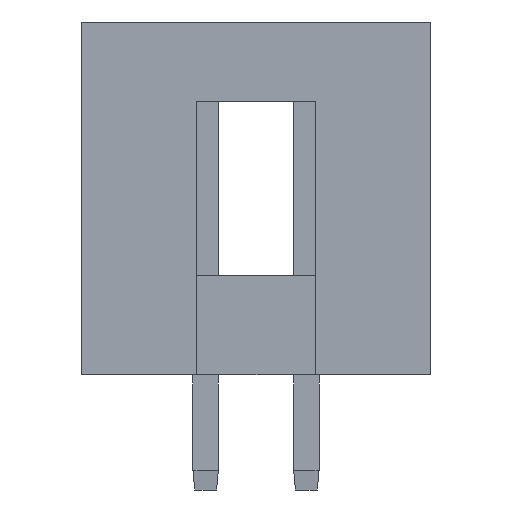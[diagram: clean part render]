
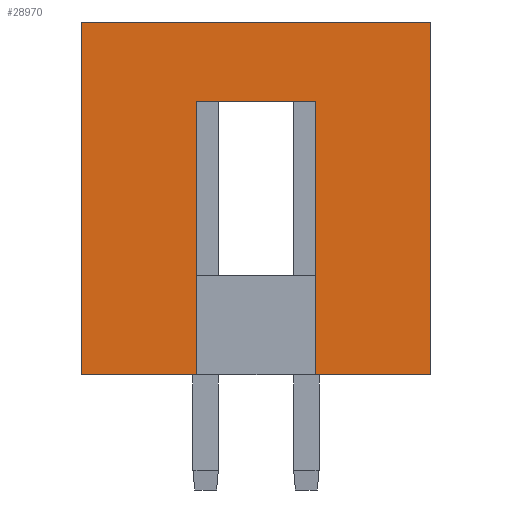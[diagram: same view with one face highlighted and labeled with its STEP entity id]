
A CAD part, left-side view. The second image highlights one B-rep face of the part: STEP entity #28970.
In plain terms, the highlighted planar face has unit normal (-1, 0, 0).
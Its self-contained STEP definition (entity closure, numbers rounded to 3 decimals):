
#252 = CARTESIAN_POINT ( 'NONE',  ( -75.07, 4.67, 0. ) ) ;
#573 = AXIS2_PLACEMENT_3D ( 'NONE', #8602, #33346, #12139 ) ;
#898 = VERTEX_POINT ( 'NONE', #36473 ) ;
#1555 = VECTOR ( 'NONE', #35568, 1000. ) ;
#1592 = CARTESIAN_POINT ( 'NONE',  ( -75.07, 4.67, 8.9 ) ) ;
#1829 = ORIENTED_EDGE ( 'NONE', *, *, #17175, .F. ) ;
#2500 = ORIENTED_EDGE ( 'NONE', *, *, #36702, .T. ) ;
#2590 = EDGE_CURVE ( 'NONE', #39747, #42804, #31713, .T. ) ;
#4723 = CARTESIAN_POINT ( 'NONE',  ( -75.07, 1.77, 0. ) ) ;
#5691 = EDGE_CURVE ( 'NONE', #898, #12356, #38270, .T. ) ;
#6111 = EDGE_CURVE ( 'NONE', #13352, #41399, #37082, .T. ) ;
#6374 = FACE_OUTER_BOUND ( 'NONE', #42880, .T. ) ;
#6742 = VECTOR ( 'NONE', #25868, 1000. ) ;
#7866 = VECTOR ( 'NONE', #24887, 1000. ) ;
#8334 = LINE ( 'NONE', #41455, #26008 ) ;
#8602 = CARTESIAN_POINT ( 'NONE',  ( -75.07, 4.67, 2.5 ) ) ;
#9605 = LINE ( 'NONE', #17506, #36730 ) ;
#10860 = CARTESIAN_POINT ( 'NONE',  ( -75.07, -4.13, 2.5 ) ) ;
#10996 = LINE ( 'NONE', #252, #1555 ) ;
#11366 = CARTESIAN_POINT ( 'NONE',  ( -75.07, -1.23, 6.9 ) ) ;
#12139 = DIRECTION ( 'NONE',  ( 0., 0., -1. ) ) ;
#12356 = VERTEX_POINT ( 'NONE', #44009 ) ;
#12889 = VECTOR ( 'NONE', #27878, 1000. ) ;
#13352 = VERTEX_POINT ( 'NONE', #1592 ) ;
#15255 = VECTOR ( 'NONE', #36285, 1000. ) ;
#16352 = CARTESIAN_POINT ( 'NONE',  ( -75.07, 4.67, 2.5 ) ) ;
#16831 = ORIENTED_EDGE ( 'NONE', *, *, #30704, .T. ) ;
#17175 = EDGE_CURVE ( 'NONE', #23508, #39747, #34967, .T. ) ;
#17506 = CARTESIAN_POINT ( 'NONE',  ( -75.07, 4.67, 0. ) ) ;
#19348 = VECTOR ( 'NONE', #37561, 1000. ) ;
#21096 = DIRECTION ( 'NONE',  ( 0., -1., 0. ) ) ;
#23508 = VERTEX_POINT ( 'NONE', #11366 ) ;
#23669 = ORIENTED_EDGE ( 'NONE', *, *, #29300, .T. ) ;
#24311 = CARTESIAN_POINT ( 'NONE',  ( -75.07, 1.77, 6.9 ) ) ;
#24887 = DIRECTION ( 'NONE',  ( 0., 0., -1. ) ) ;
#25868 = DIRECTION ( 'NONE',  ( 0., 1., 0. ) ) ;
#26008 = VECTOR ( 'NONE', #38048, 1000. ) ;
#27878 = DIRECTION ( 'NONE',  ( 0., 0., -1. ) ) ;
#28913 = EDGE_CURVE ( 'NONE', #13352, #898, #43489, .T. ) ;
#28970 = ADVANCED_FACE ( 'NONE', ( #6374 ), #36727, .F. ) ;
#29287 = ORIENTED_EDGE ( 'NONE', *, *, #5691, .F. ) ;
#29300 = EDGE_CURVE ( 'NONE', #41399, #42804, #9605, .T. ) ;
#29442 = CARTESIAN_POINT ( 'NONE',  ( -75.07, 1.77, 6.9 ) ) ;
#29737 = CARTESIAN_POINT ( 'NONE',  ( -75.07, -1.23, 0. ) ) ;
#30465 = VERTEX_POINT ( 'NONE', #29737 ) ;
#30704 = EDGE_CURVE ( 'NONE', #23508, #30465, #8334, .T. ) ;
#31136 = CARTESIAN_POINT ( 'NONE',  ( -75.07, 4.67, 0. ) ) ;
#31713 = LINE ( 'NONE', #24311, #12889 ) ;
#32654 = ORIENTED_EDGE ( 'NONE', *, *, #28913, .F. ) ;
#32735 = CARTESIAN_POINT ( 'NONE',  ( -75.07, 4.67, 8.9 ) ) ;
#33346 = DIRECTION ( 'NONE',  ( 1., 0., 0. ) ) ;
#34553 = ORIENTED_EDGE ( 'NONE', *, *, #6111, .T. ) ;
#34967 = LINE ( 'NONE', #29442, #6742 ) ;
#35568 = DIRECTION ( 'NONE',  ( 0., -1., 0. ) ) ;
#36285 = DIRECTION ( 'NONE',  ( 0., -1., 0. ) ) ;
#36473 = CARTESIAN_POINT ( 'NONE',  ( -75.07, -4.13, 8.9 ) ) ;
#36702 = EDGE_CURVE ( 'NONE', #30465, #12356, #10996, .T. ) ;
#36727 = PLANE ( 'NONE',  #573 ) ;
#36730 = VECTOR ( 'NONE', #21096, 1000. ) ;
#37082 = LINE ( 'NONE', #16352, #19348 ) ;
#37335 = CARTESIAN_POINT ( 'NONE',  ( -75.07, 1.77, 6.9 ) ) ;
#37561 = DIRECTION ( 'NONE',  ( 0., 0., -1. ) ) ;
#38048 = DIRECTION ( 'NONE',  ( 0., 0., -1. ) ) ;
#38270 = LINE ( 'NONE', #10860, #7866 ) ;
#39747 = VERTEX_POINT ( 'NONE', #37335 ) ;
#41399 = VERTEX_POINT ( 'NONE', #31136 ) ;
#41455 = CARTESIAN_POINT ( 'NONE',  ( -75.07, -1.23, 6.9 ) ) ;
#42570 = ORIENTED_EDGE ( 'NONE', *, *, #2590, .F. ) ;
#42804 = VERTEX_POINT ( 'NONE', #4723 ) ;
#42880 = EDGE_LOOP ( 'NONE', ( #1829, #16831, #2500, #29287, #32654, #34553, #23669, #42570 ) ) ;
#43489 = LINE ( 'NONE', #32735, #15255 ) ;
#44009 = CARTESIAN_POINT ( 'NONE',  ( -75.07, -4.13, 0. ) ) ;
